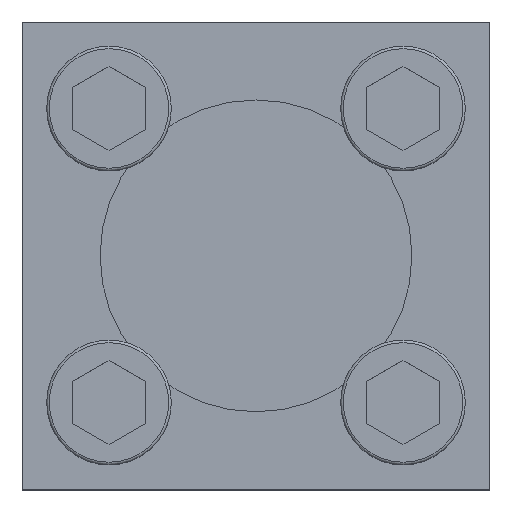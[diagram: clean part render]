
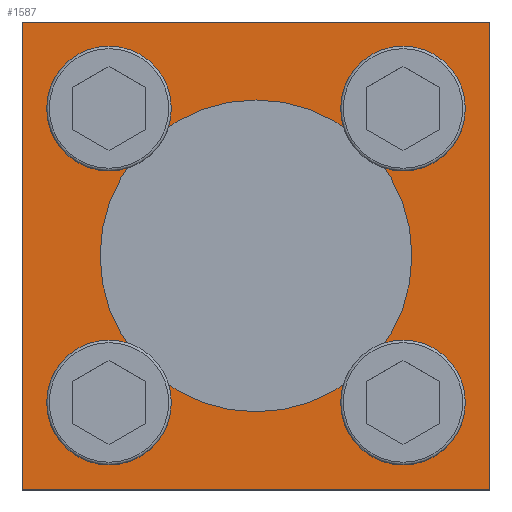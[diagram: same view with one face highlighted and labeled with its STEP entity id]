
A CAD part, top view. The second image highlights one B-rep face of the part: STEP entity #1587.
In plain terms, the highlighted planar face has unit normal (0, 0, 1).
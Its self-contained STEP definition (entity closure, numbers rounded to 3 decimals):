
#33=LINE('',#2356,#189);
#37=LINE('',#2365,#193);
#40=LINE('',#2371,#196);
#43=LINE('',#2377,#199);
#189=VECTOR('',#1894,1000.);
#193=VECTOR('',#1900,1000.);
#196=VECTOR('',#1905,1000.);
#199=VECTOR('',#1910,1000.);
#350=PLANE('',#1721);
#479=ORIENTED_EDGE('',*,*,#836,.F.);
#480=ORIENTED_EDGE('',*,*,#830,.F.);
#481=ORIENTED_EDGE('',*,*,#832,.F.);
#482=ORIENTED_EDGE('',*,*,#828,.F.);
#483=ORIENTED_EDGE('',*,*,#834,.F.);
#484=ORIENTED_EDGE('',*,*,#840,.T.);
#485=ORIENTED_EDGE('',*,*,#844,.T.);
#486=ORIENTED_EDGE('',*,*,#847,.T.);
#487=ORIENTED_EDGE('',*,*,#850,.T.);
#828=EDGE_CURVE('',#1031,#1031,#1182,.T.);
#830=EDGE_CURVE('',#1033,#1033,#1184,.T.);
#832=EDGE_CURVE('',#1035,#1035,#1186,.T.);
#834=EDGE_CURVE('',#1037,#1037,#1188,.T.);
#836=EDGE_CURVE('',#1039,#1039,#1190,.T.);
#840=EDGE_CURVE('',#1043,#1044,#33,.T.);
#844=EDGE_CURVE('',#1044,#1047,#37,.T.);
#847=EDGE_CURVE('',#1047,#1049,#40,.T.);
#850=EDGE_CURVE('',#1049,#1043,#43,.T.);
#1031=VERTEX_POINT('',#2327);
#1033=VERTEX_POINT('',#2332);
#1035=VERTEX_POINT('',#2337);
#1037=VERTEX_POINT('',#2342);
#1039=VERTEX_POINT('',#2347);
#1043=VERTEX_POINT('',#2357);
#1044=VERTEX_POINT('',#2358);
#1047=VERTEX_POINT('',#2366);
#1049=VERTEX_POINT('',#2372);
#1182=CIRCLE('',#1699,8.);
#1184=CIRCLE('',#1702,8.);
#1186=CIRCLE('',#1705,8.);
#1188=CIRCLE('',#1708,8.);
#1190=CIRCLE('',#1711,30.);
#1251=EDGE_LOOP('',(#479));
#1252=EDGE_LOOP('',(#480));
#1253=EDGE_LOOP('',(#481));
#1254=EDGE_LOOP('',(#482));
#1255=EDGE_LOOP('',(#483));
#1256=EDGE_LOOP('',(#484,#485,#486,#487));
#1415=FACE_BOUND('',#1251,.T.);
#1416=FACE_BOUND('',#1252,.T.);
#1417=FACE_BOUND('',#1253,.T.);
#1418=FACE_BOUND('',#1254,.T.);
#1419=FACE_BOUND('',#1255,.T.);
#1420=FACE_BOUND('',#1256,.T.);
#1587=ADVANCED_FACE('',(#1415,#1416,#1417,#1418,#1419,#1420),#350,.T.);
#1699=AXIS2_PLACEMENT_3D('',#2326,#1858,#1859);
#1702=AXIS2_PLACEMENT_3D('',#2331,#1864,#1865);
#1705=AXIS2_PLACEMENT_3D('',#2336,#1870,#1871);
#1708=AXIS2_PLACEMENT_3D('',#2341,#1876,#1877);
#1711=AXIS2_PLACEMENT_3D('',#2346,#1882,#1883);
#1721=AXIS2_PLACEMENT_3D('',#2428,#1938,#1939);
#1858=DIRECTION('',(0.,0.,1.));
#1859=DIRECTION('',(1.,0.,0.));
#1864=DIRECTION('',(0.,0.,1.));
#1865=DIRECTION('',(1.,0.,0.));
#1870=DIRECTION('',(0.,0.,1.));
#1871=DIRECTION('',(1.,0.,0.));
#1876=DIRECTION('',(0.,0.,1.));
#1877=DIRECTION('',(1.,0.,0.));
#1882=DIRECTION('',(0.,0.,1.));
#1883=DIRECTION('',(1.,0.,0.));
#1894=DIRECTION('',(0.,-1.,0.));
#1900=DIRECTION('',(1.,0.,0.));
#1905=DIRECTION('',(0.,1.,0.));
#1910=DIRECTION('',(-1.,0.,0.));
#1938=DIRECTION('',(0.,0.,1.));
#1939=DIRECTION('',(1.,0.,0.));
#2326=CARTESIAN_POINT('',(28.284,-28.284,2.));
#2327=CARTESIAN_POINT('',(36.284,-28.284,2.));
#2331=CARTESIAN_POINT('',(-28.284,-28.284,2.));
#2332=CARTESIAN_POINT('',(-20.284,-28.284,2.));
#2336=CARTESIAN_POINT('',(-28.284,28.284,2.));
#2337=CARTESIAN_POINT('',(-20.284,28.284,2.));
#2341=CARTESIAN_POINT('',(28.284,28.284,2.));
#2342=CARTESIAN_POINT('',(36.284,28.284,2.));
#2346=CARTESIAN_POINT('',(0.,0.,2.));
#2347=CARTESIAN_POINT('',(30.,0.,2.));
#2356=CARTESIAN_POINT('',(-45.,45.,2.));
#2357=CARTESIAN_POINT('',(-45.,45.,2.));
#2358=CARTESIAN_POINT('',(-45.,-45.,2.));
#2365=CARTESIAN_POINT('',(-45.,-45.,2.));
#2366=CARTESIAN_POINT('',(45.,-45.,2.));
#2371=CARTESIAN_POINT('',(45.,-45.,2.));
#2372=CARTESIAN_POINT('',(45.,45.,2.));
#2377=CARTESIAN_POINT('',(45.,45.,2.));
#2428=CARTESIAN_POINT('',(0.,0.,2.));
